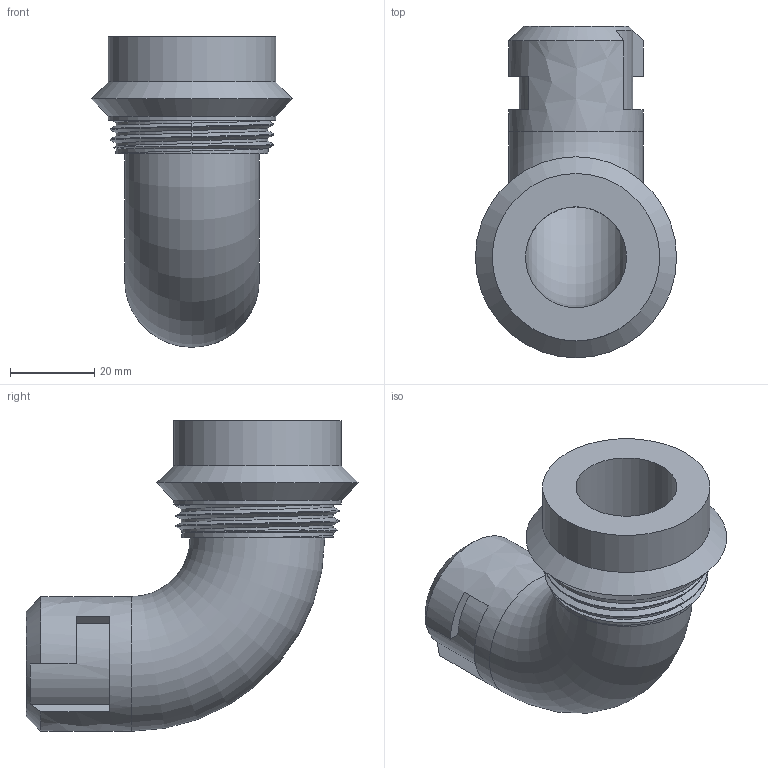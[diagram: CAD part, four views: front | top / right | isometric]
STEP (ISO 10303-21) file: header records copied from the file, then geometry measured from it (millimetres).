
FILE_DESCRIPTION(('FreeCAD Model'),'2;1');
FILE_NAME('Open CASCADE Shape Model','2025-11-17T08:55:47',(''),(''), 'Open CASCADE STEP processor 7.8','FreeCAD','Unknown');
FILE_SCHEMA(('AUTOMOTIVE_DESIGN { 1 0 10303 214 1 1 1 1 }'));
Length unit declared in the file: millimetre
Products named in the file (1): Bayonett Nozzle
Bounding box: 47.8 x 78.9 x 73.8 mm (x, y, z)
Volume: 46161.9 mm3; surface area: 20776.2 mm2
Topology: 1 solids, 1 shells, 46 faces, 105 edges, 63 vertices
Faces by surface type: plane 14, cylinder 13, bspline 11, cone 4, extrusion 2, torus 2
Full cylindrical faces by diameter (mm): 24 x1, 36.148 x2, 39.8 x2
Entity records: 2046 total; most frequent: CARTESIAN_POINT 1103, ORIENTED_EDGE 210, DIRECTION 150, EDGE_CURVE 105, VERTEX_POINT 63, AXIS2_PLACEMENT_3D 60, B_SPLINE_CURVE_WITH_KNOTS 53, FACE_BOUND 50
